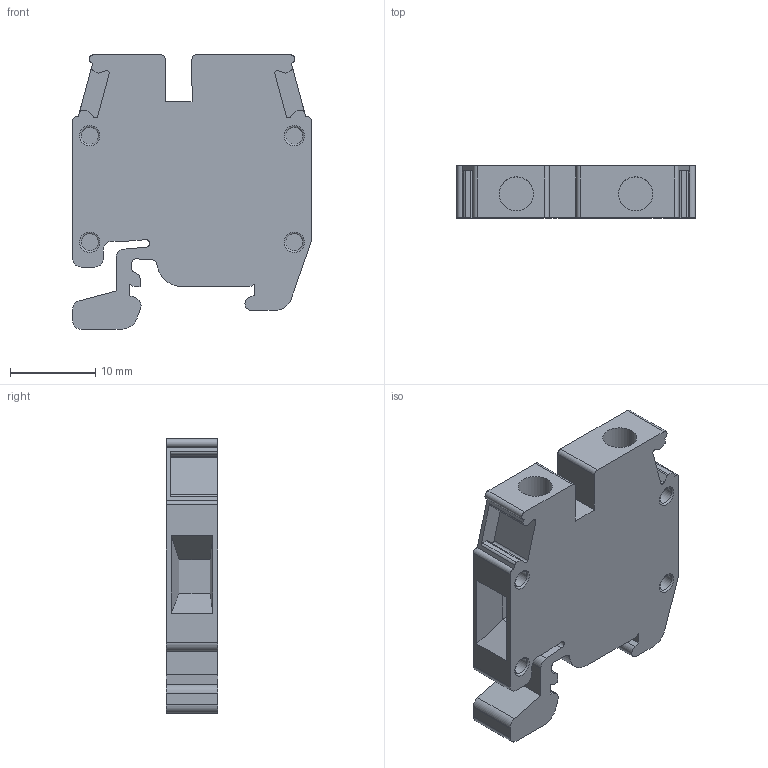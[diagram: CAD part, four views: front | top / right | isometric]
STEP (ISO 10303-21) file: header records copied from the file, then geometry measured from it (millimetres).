
FILE_DESCRIPTION( ( 'STEP AP203' ), '1' );
FILE_NAME( 'CDU4M.stp', '2023-01-11T11:21:51', ( ' ' ), ( ' ' ), 'XStep 1.0', ' ', ' ' );
FILE_SCHEMA( ( 'CONFIG_CONTROL_DESIGN) ( )' ) );
Length unit declared in the file: metre
Products named in the file (1): 1
Bounding box: 28 x 6.1 x 32.21 mm (x, y, z)
Volume: 3903.3 mm3; surface area: 2881.7 mm2
Topology: 1 solids, 1 shells, 115 faces, 307 edges, 202 vertices
Faces by surface type: plane 75, cylinder 36, torus 4
Full cylindrical faces by diameter (mm): 2 x4, 4 x2
Entity records: 3531 total; most frequent: CARTESIAN_POINT 607, DIRECTION 601, ORIENTED_EDGE 586, EDGE_CURVE 293, LINE 217, VECTOR 217, VERTEX_POINT 198, AXIS2_PLACEMENT_3D 192
